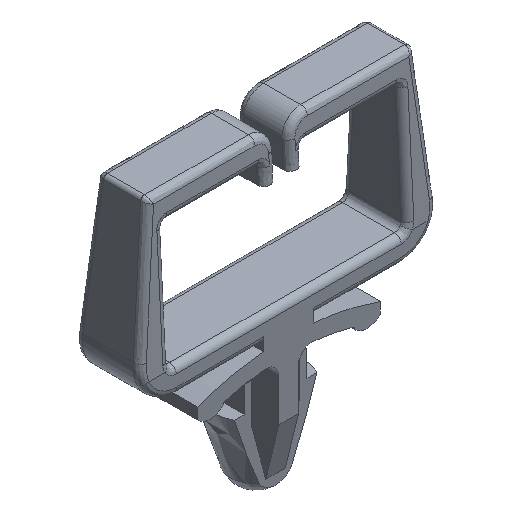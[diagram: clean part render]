
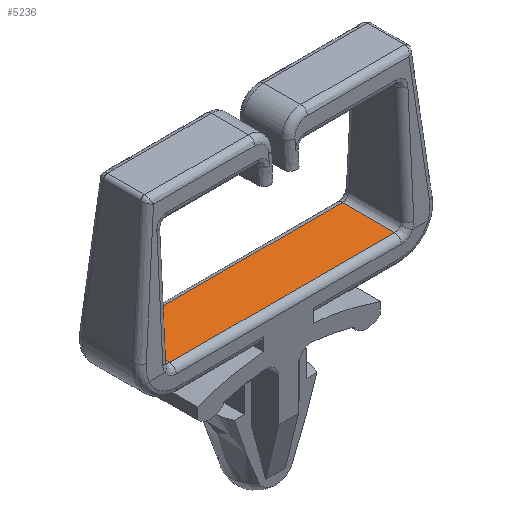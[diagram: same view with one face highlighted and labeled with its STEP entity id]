
A CAD part, isometric view. The second image highlights one B-rep face of the part: STEP entity #5236.
In plain terms, the highlighted free-form (B-spline) face has degree [1, 1] with [2, 2] control points.
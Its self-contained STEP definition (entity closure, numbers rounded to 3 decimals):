
#63=CARTESIAN_POINT('',(8.6,2.0,0.0));
#64=VERTEX_POINT('',#63);
#248=CARTESIAN_POINT('',(-8.6,2.0,0.));
#249=VERTEX_POINT('',#248);
#263=CARTESIAN_POINT('',(8.6,2.0,0.0));
#264=CARTESIAN_POINT('',(-8.6,2.0,0.));
#265=QUASI_UNIFORM_CURVE('',1,(#263,#264),.UNSPECIFIED.,.F.,.U.);
#266=EDGE_CURVE('',#64,#249,#265,.T.);
#2312=CARTESIAN_POINT('',(-8.6,-2.0,0.));
#2313=VERTEX_POINT('',#2312);
#2386=CARTESIAN_POINT('',(8.6,-2.0,0.0));
#2387=VERTEX_POINT('',#2386);
#2401=CARTESIAN_POINT('',(-8.6,-2.0,0.));
#2402=CARTESIAN_POINT('',(8.6,-2.0,0.0));
#2403=QUASI_UNIFORM_CURVE('',1,(#2401,#2402),.UNSPECIFIED.,.F.,.U.);
#2404=EDGE_CURVE('',#2313,#2387,#2403,.T.);
#5217=CARTESIAN_POINT('',(9.459,-2.2,0.0));
#5218=CARTESIAN_POINT('',(-9.459,-2.2,0.0));
#5219=CARTESIAN_POINT('',(9.459,2.2,0.0));
#5220=CARTESIAN_POINT('',(-9.459,2.2,0.0));
#5221=B_SPLINE_SURFACE_WITH_KNOTS('',1,1,((#5217,#5219),(#5218,#5220)),.UNSPECIFIED.,.F.,.F.,.U.,(2,2),(2,2),(0.0,18.918),(0.0,4.4),.UNSPECIFIED.);
#5222=CARTESIAN_POINT('',(8.6,2.0,0.0));
#5223=CARTESIAN_POINT('',(8.6,-2.0,0.0));
#5224=QUASI_UNIFORM_CURVE('',1,(#5222,#5223),.UNSPECIFIED.,.F.,.U.);
#5225=EDGE_CURVE('',#64,#2387,#5224,.T.);
#5226=ORIENTED_EDGE('',*,*,#5225,.F.);
#5227=ORIENTED_EDGE('',*,*,#266,.T.);
#5228=CARTESIAN_POINT('',(-8.6,2.0,0.));
#5229=CARTESIAN_POINT('',(-8.6,-2.0,0.));
#5230=QUASI_UNIFORM_CURVE('',1,(#5228,#5229),.UNSPECIFIED.,.F.,.U.);
#5231=EDGE_CURVE('',#249,#2313,#5230,.T.);
#5232=ORIENTED_EDGE('',*,*,#5231,.T.);
#5233=ORIENTED_EDGE('',*,*,#2404,.T.);
#5234=EDGE_LOOP('',(#5226,#5227,#5232,#5233));
#5235=FACE_OUTER_BOUND('',#5234,.T.);
#5236=ADVANCED_FACE('',(#5235),#5221,.F.);
